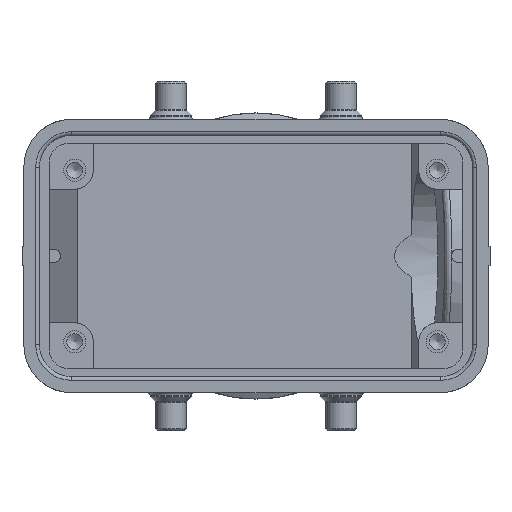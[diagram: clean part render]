
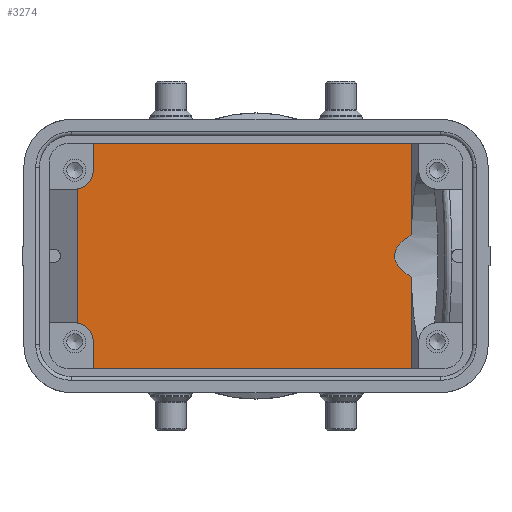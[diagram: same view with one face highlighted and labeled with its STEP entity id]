
A CAD part, front view. The second image highlights one B-rep face of the part: STEP entity #3274.
In plain terms, the highlighted planar face has unit normal (0, -1, 0).
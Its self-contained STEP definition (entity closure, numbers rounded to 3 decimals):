
#3244=ELLIPSE('',#9091,109.576,15.25);
#3274=ADVANCED_FACE('',(#3835),#3643,.F.);
#3643=PLANE('',#9094);
#3835=FACE_OUTER_BOUND('',#4156,.T.);
#4156=EDGE_LOOP('',(#4870,#4871,#4872,#4873,#4874,#4875,#4876,#4877,#4878,
#4879));
#4590=CIRCLE('',#9092,3.);
#4591=CIRCLE('',#9093,3.);
#4870=ORIENTED_EDGE('',*,*,#7292,.F.);
#4871=ORIENTED_EDGE('',*,*,#7293,.T.);
#4872=ORIENTED_EDGE('',*,*,#7195,.F.);
#4873=ORIENTED_EDGE('',*,*,#7294,.T.);
#4874=ORIENTED_EDGE('',*,*,#7295,.T.);
#4875=ORIENTED_EDGE('',*,*,#7296,.T.);
#4876=ORIENTED_EDGE('',*,*,#7297,.T.);
#4877=ORIENTED_EDGE('',*,*,#7298,.F.);
#4878=ORIENTED_EDGE('',*,*,#7299,.F.);
#4879=ORIENTED_EDGE('',*,*,#7300,.F.);
#6589=VERTEX_POINT('',#11131);
#6590=VERTEX_POINT('',#11132);
#6684=VERTEX_POINT('',#11602);
#6685=VERTEX_POINT('',#11603);
#6686=VERTEX_POINT('',#11606);
#6687=VERTEX_POINT('',#11608);
#6688=VERTEX_POINT('',#11610);
#6689=VERTEX_POINT('',#11612);
#6690=VERTEX_POINT('',#11614);
#6691=VERTEX_POINT('',#11616);
#7195=EDGE_CURVE('',#6589,#6590,#8104,.T.);
#7292=EDGE_CURVE('',#6684,#6685,#8131,.T.);
#7293=EDGE_CURVE('',#6684,#6590,#3244,.T.);
#7294=EDGE_CURVE('',#6589,#6686,#8132,.T.);
#7295=EDGE_CURVE('',#6686,#6687,#8133,.T.);
#7296=EDGE_CURVE('',#6687,#6688,#4590,.T.);
#7297=EDGE_CURVE('',#6688,#6689,#8134,.T.);
#7298=EDGE_CURVE('',#6690,#6689,#4591,.T.);
#7299=EDGE_CURVE('',#6691,#6690,#8135,.T.);
#7300=EDGE_CURVE('',#6685,#6691,#8136,.T.);
#8104=LINE('',#11130,#8574);
#8131=LINE('',#11601,#8601);
#8132=LINE('',#11605,#8602);
#8133=LINE('',#11607,#8603);
#8134=LINE('',#11611,#8604);
#8135=LINE('',#11615,#8605);
#8136=LINE('',#11617,#8606);
#8574=VECTOR('',#9592,1.);
#8601=VECTOR('',#9665,1.);
#8602=VECTOR('',#9668,1.);
#8603=VECTOR('',#9669,1.);
#8604=VECTOR('',#9672,1.);
#8605=VECTOR('',#9675,1.);
#8606=VECTOR('',#9676,1.);
#9091=AXIS2_PLACEMENT_3D('',#11604,#9666,#9667);
#9092=AXIS2_PLACEMENT_3D('',#11609,#9670,#9671);
#9093=AXIS2_PLACEMENT_3D('',#11613,#9673,#9674);
#9094=AXIS2_PLACEMENT_3D('',#11618,#9677,#9678);
#9592=DIRECTION('',(0.,0.,-1.));
#9665=DIRECTION('',(0.,0.,-1.));
#9666=DIRECTION('',(0.,1.,0.));
#9667=DIRECTION('',(-1.,0.,0.));
#9668=DIRECTION('',(-1.,0.,0.));
#9669=DIRECTION('',(0.,0.,-1.));
#9670=DIRECTION('',(0.,1.,0.));
#9671=DIRECTION('',(-1.,0.,0.));
#9672=DIRECTION('',(0.,0.,-1.));
#9673=DIRECTION('',(0.,-1.,0.));
#9674=DIRECTION('',(-1.,0.,0.));
#9675=DIRECTION('',(0.,0.,1.));
#9676=DIRECTION('',(-1.,0.,0.));
#9677=DIRECTION('',(0.,1.,0.));
#9678=DIRECTION('',(1.,0.,0.));
#11130=CARTESIAN_POINT('',(35.645,-5.898,-19.));
#11131=CARTESIAN_POINT('',(35.645,-5.898,17.75));
#11132=CARTESIAN_POINT('',(35.645,-5.898,3.328));
#11601=CARTESIAN_POINT('',(35.645,-5.898,17.65));
#11602=CARTESIAN_POINT('',(35.645,-5.898,-3.328));
#11603=CARTESIAN_POINT('',(35.645,-5.898,-17.75));
#11604=CARTESIAN_POINT('',(142.58,-5.898,0.));
#11605=CARTESIAN_POINT('',(44.633,-5.898,17.75));
#11606=CARTESIAN_POINT('',(-14.379,-5.898,17.75));
#11607=CARTESIAN_POINT('',(-14.379,-5.898,-13.5));
#11608=CARTESIAN_POINT('',(-14.379,-5.898,13.5));
#11609=CARTESIAN_POINT('',(-17.379,-5.898,13.5));
#11610=CARTESIAN_POINT('',(-16.922,-5.898,10.535));
#11611=CARTESIAN_POINT('',(-16.922,-5.898,11.621));
#11612=CARTESIAN_POINT('',(-16.922,-5.898,-10.535));
#11613=CARTESIAN_POINT('',(-17.379,-5.898,-13.5));
#11614=CARTESIAN_POINT('',(-14.379,-5.898,-13.5));
#11615=CARTESIAN_POINT('',(-14.379,-5.898,17.65));
#11616=CARTESIAN_POINT('',(-14.379,-5.898,-17.75));
#11617=CARTESIAN_POINT('',(-19.957,-5.898,-17.75));
#11618=CARTESIAN_POINT('',(-19.957,-5.898,17.65));
